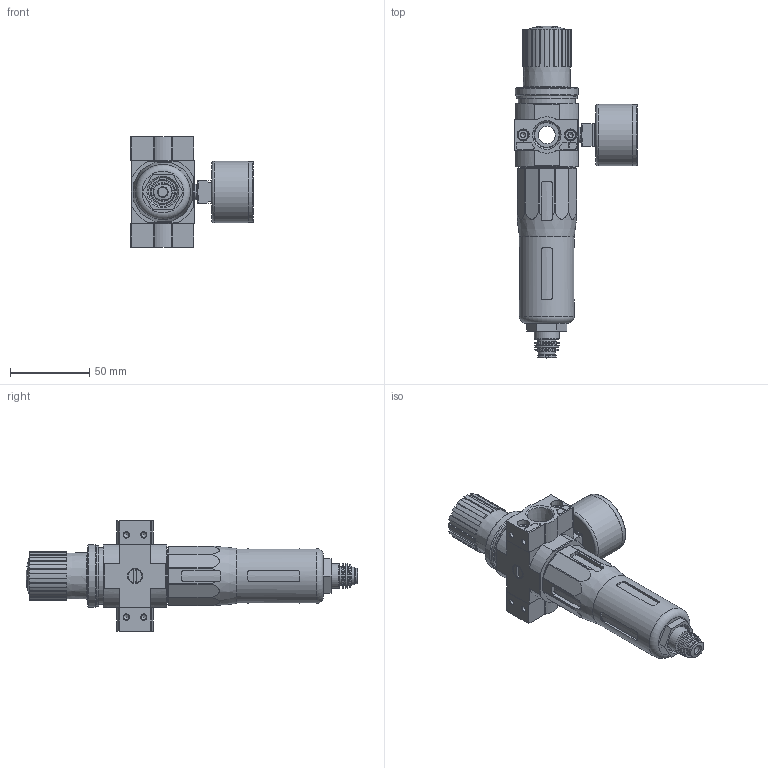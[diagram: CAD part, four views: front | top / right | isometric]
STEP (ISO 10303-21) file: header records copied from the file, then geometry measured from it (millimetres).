
FILE_DESCRIPTION(/* description */ ('STEP AP214'),/* implementation_level */ '2;1');
FILE_NAME(/* name */ '173777_LFR-3_8-D-5M-MINI-A-NPT',/* time_stamp */ '2024-09-04T15:54:27+02:00',/* author */ ('License CC BY-ND 4.0'),/* organization */ ('CADENAS'),/* preprocessor_version */ 'ST-DEVELOPER v19.3',/* originating_system */ 'PARTsolutions',/* authorisation */ ' ');
FILE_SCHEMA (('TECHNICAL_DATA_PACKAGING','PROCESS_PLANNING_SCHEMA','AUTOMOTIVE_DESIGN {1 0 10303 214 3 1 1}'));
Length unit declared in the file: millimetre
Products named in the file (9): 173777 LFR-3/8-D-5M-MINI-A-NPT---(0); 127304 LFR-D-5M-MINI-A--(0); 8003637 PAGN-40-16-G18; 679802 PBL-3/8-D-MINI-R-NPT--P1; DIN-912 - M4x16(F); 679801 PBL-3/8-D-MINI-L-NPT--P1; 398011 LRVS-D-MINI; 373845 LR-MINI; 526489 MS4-LFR-V
Assembly tree (11 placements, depth 2):
  173777 LFR-3/8-D-5M-MINI-A-NPT---(0)
    127304 LFR-D-5M-MINI-A--(0)
    8003637 PAGN-40-16-G18
    679802 PBL-3/8-D-MINI-R-NPT--P1
    DIN-912 - M4x16(F)  x4
    679801 PBL-3/8-D-MINI-L-NPT--P1
    398011 LRVS-D-MINI
    373845 LR-MINI
    526489 MS4-LFR-V
Bounding box: 77.75 x 210.02 x 70 mm (x, y, z)
Volume: 244941.5 mm3; surface area: 52084.1 mm2
Topology: 11 solids, 11 shells, 633 faces, 1529 edges, 971 vertices
Faces by surface type: plane 327, cylinder 176, cone 98, torus 27, sphere 5
Full cylindrical faces by diameter (mm): 3.242 x8, 4 x4, 4.3 x1, 6 x1, 6.2 x1, 6.9 x1, 7 x4, 8.2 x1, 8.4 x1, 8.566 x2, 9.728 x2, 11 x3, 11.4 x2, 11.6 x1, 11.8 x1, 12.2 x2, 15.7 x1, 15.8 x2, 18 x1, 24.9 x1, 26.9 x1, 33.9 x1, 34.376 x1, 34.7 x1, 36 x2, 38.5 x1, 38.7 x1, 39 x1, 39.8 x1
Entity records: 19460 total; most frequent: CARTESIAN_POINT 3266, DIRECTION 2714, ORIENTED_EDGE 2460, EDGE_CURVE 1230, AXIS2_PLACEMENT_3D 1069, VERTEX_POINT 879, FACE_BOUND 751, EDGE_LOOP 742
